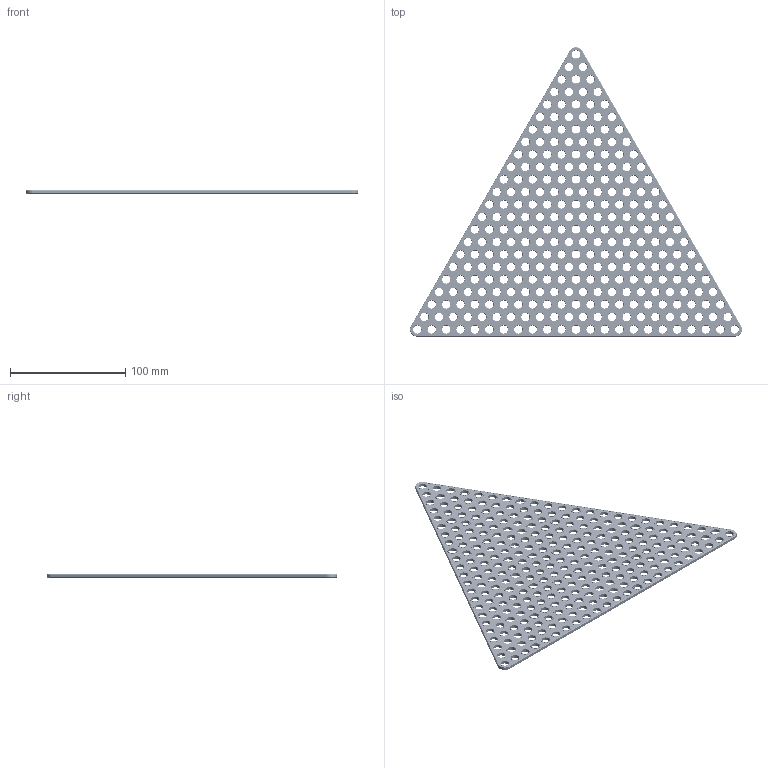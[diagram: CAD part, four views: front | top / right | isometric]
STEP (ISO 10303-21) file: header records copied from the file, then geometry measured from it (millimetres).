
FILE_DESCRIPTION(('FreeCAD Model'),'2;1');
FILE_NAME('Open CASCADE Shape Model','2024-01-31T13:02:52',(''),(''), 'Open CASCADE STEP processor 7.6','FreeCAD','Unknown');
FILE_SCHEMA(('AUTOMOTIVE_DESIGN { 1 0 10303 214 1 1 1 1 }'));
Products named in the file (1): Plate TRI CRNR BU23x00.25 - SPN-PLT-0034 (stemfie.org)
Bounding box: 287.5 x 250.66 x 3.12 mm (x, y, z)
Volume: 81251.1 mm3; surface area: 75871.2 mm2
Topology: 1 solids, 1 shells, 1865 faces, 4098 edges, 2544 vertices
Faces by surface type: plane 603, cylinder 558, cone 558, extrusion 146
Full cylindrical faces by diameter (mm): 7 x276, 9.2 x276
Entity records: 108281 total; most frequent: CARTESIAN_POINT 22707, DIRECTION 16272, VECTOR 8920, LINE 8774, ORIENTED_EDGE 8196, PCURVE 8196, DEFINITIONAL_REPRESENTATION 8196, EDGE_CURVE 4098
